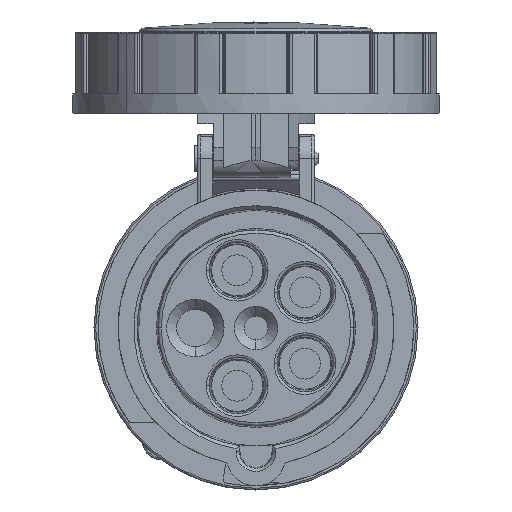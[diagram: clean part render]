
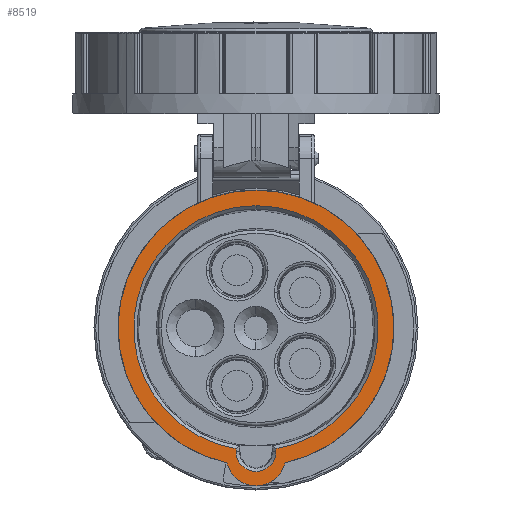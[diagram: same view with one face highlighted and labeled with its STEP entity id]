
A CAD part, front view. The second image highlights one B-rep face of the part: STEP entity #8519.
In plain terms, the highlighted planar face has unit normal (0, -1, 0).
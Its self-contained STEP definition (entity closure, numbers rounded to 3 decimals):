
#265 = CIRCLE ( 'NONE', #9578, 36.8 ) ;
#1084 = CIRCLE ( 'NONE', #12417, 41.5 ) ;
#3769 = VECTOR ( 'NONE', #5857, 1000. ) ;
#3894 = CIRCLE ( 'NONE', #25807, 41.5 ) ;
#5446 = CARTESIAN_POINT ( 'NONE',  ( -6., -80.211, -21.056 ) ) ;
#5585 = DIRECTION ( 'NONE',  ( 1., 0., 0. ) ) ;
#5857 = DIRECTION ( 'NONE',  ( 0., 0., -1. ) ) ;
#6263 = DIRECTION ( 'NONE',  ( 0., -1., 0. ) ) ;
#6400 = CARTESIAN_POINT ( 'NONE',  ( 6., -80.211, -36.308 ) ) ;
#6480 = ORIENTED_EDGE ( 'NONE', *, *, #25490, .F. ) ;
#6526 = ORIENTED_EDGE ( 'NONE', *, *, #27241, .F. ) ;
#6607 = CARTESIAN_POINT ( 'NONE',  ( 6., -80.211, -37.2 ) ) ;
#7152 = EDGE_CURVE ( 'NONE', #9050, #19325, #265, .T. ) ;
#7655 = DIRECTION ( 'NONE',  ( 0., 1., 0. ) ) ;
#8490 = DIRECTION ( 'NONE',  ( 0., -1., 0. ) ) ;
#8519 = ADVANCED_FACE ( 'NONE', ( #20585, #17881 ), #24320, .F. ) ;
#8532 = AXIS2_PLACEMENT_3D ( 'NONE', #9643, #28981, #34989 ) ;
#9050 = VERTEX_POINT ( 'NONE', #40908 ) ;
#9369 = ORIENTED_EDGE ( 'NONE', *, *, #25597, .F. ) ;
#9401 = DIRECTION ( 'NONE',  ( -0.211, 0., 0.977 ) ) ;
#9578 = AXIS2_PLACEMENT_3D ( 'NONE', #19366, #6263, #15432 ) ;
#9643 = CARTESIAN_POINT ( 'NONE',  ( 0., -80.211, -37.2 ) ) ;
#10906 = VERTEX_POINT ( 'NONE', #6607 ) ;
#10990 = CIRCLE ( 'NONE', #36834, 36.8 ) ;
#12417 = AXIS2_PLACEMENT_3D ( 'NONE', #31241, #15450, #9401 ) ;
#12605 = DIRECTION ( 'NONE',  ( 0., 0., 1. ) ) ;
#13705 = DIRECTION ( 'NONE',  ( -0.211, 0., 0.977 ) ) ;
#14225 = CARTESIAN_POINT ( 'NONE',  ( -6., -80.211, -36.308 ) ) ;
#14298 = EDGE_CURVE ( 'NONE', #27855, #35010, #22265, .T. ) ;
#15161 = EDGE_CURVE ( 'NONE', #28906, #10906, #26473, .T. ) ;
#15168 = CARTESIAN_POINT ( 'NONE',  ( 0., -80.211, -4.912 ) ) ;
#15432 = DIRECTION ( 'NONE',  ( 1., 0., 0. ) ) ;
#15450 = DIRECTION ( 'NONE',  ( 0., 1., 0. ) ) ;
#15739 = VERTEX_POINT ( 'NONE', #27031 ) ;
#17447 = CARTESIAN_POINT ( 'NONE',  ( 0., -80.211, 0. ) ) ;
#17637 = AXIS2_PLACEMENT_3D ( 'NONE', #18536, #33898, #30804 ) ;
#17881 = FACE_OUTER_BOUND ( 'NONE', #24153, .T. ) ;
#18195 = ORIENTED_EDGE ( 'NONE', *, *, #14298, .F. ) ;
#18269 = ORIENTED_EDGE ( 'NONE', *, *, #38362, .F. ) ;
#18536 = CARTESIAN_POINT ( 'NONE',  ( 0., -80.211, -38.5 ) ) ;
#18757 = VERTEX_POINT ( 'NONE', #6400 ) ;
#19325 = VERTEX_POINT ( 'NONE', #14225 ) ;
#19366 = CARTESIAN_POINT ( 'NONE',  ( 0., -80.211, 0. ) ) ;
#20078 = EDGE_CURVE ( 'NONE', #10906, #18757, #24649, .T. ) ;
#20585 = FACE_BOUND ( 'NONE', #27663, .T. ) ;
#22265 = CIRCLE ( 'NONE', #17637, 9. ) ;
#22534 = CARTESIAN_POINT ( 'NONE',  ( -8.76, -80.211, -40.565 ) ) ;
#24153 = EDGE_LOOP ( 'NONE', ( #18195, #9369, #6526 ) ) ;
#24320 = PLANE ( 'NONE',  #34216 ) ;
#24649 = LINE ( 'NONE', #37321, #26025 ) ;
#25007 = LINE ( 'NONE', #5446, #3769 ) ;
#25490 = EDGE_CURVE ( 'NONE', #19325, #28906, #25007, .T. ) ;
#25597 = EDGE_CURVE ( 'NONE', #15739, #27855, #1084, .T. ) ;
#25807 = AXIS2_PLACEMENT_3D ( 'NONE', #17447, #7655, #13705 ) ;
#26025 = VECTOR ( 'NONE', #12605, 1000. ) ;
#26473 = CIRCLE ( 'NONE', #8532, 6. ) ;
#27031 = CARTESIAN_POINT ( 'NONE',  ( 0., -80.211, 41.5 ) ) ;
#27155 = CARTESIAN_POINT ( 'NONE',  ( 8.76, -80.211, -40.565 ) ) ;
#27241 = EDGE_CURVE ( 'NONE', #35010, #15739, #3894, .T. ) ;
#27559 = ORIENTED_EDGE ( 'NONE', *, *, #20078, .F. ) ;
#27652 = DIRECTION ( 'NONE',  ( 0., 0., -1. ) ) ;
#27663 = EDGE_LOOP ( 'NONE', ( #6480, #32368, #18269, #27559, #35928 ) ) ;
#27855 = VERTEX_POINT ( 'NONE', #27155 ) ;
#28906 = VERTEX_POINT ( 'NONE', #36913 ) ;
#28981 = DIRECTION ( 'NONE',  ( 0., -1., 0. ) ) ;
#30804 = DIRECTION ( 'NONE',  ( 0.973, 0., 0.229 ) ) ;
#31241 = CARTESIAN_POINT ( 'NONE',  ( 0., -80.211, 0. ) ) ;
#32368 = ORIENTED_EDGE ( 'NONE', *, *, #7152, .F. ) ;
#33898 = DIRECTION ( 'NONE',  ( 0., 1., 0. ) ) ;
#34216 = AXIS2_PLACEMENT_3D ( 'NONE', #15168, #37176, #27652 ) ;
#34989 = DIRECTION ( 'NONE',  ( 1., 0., 0. ) ) ;
#35010 = VERTEX_POINT ( 'NONE', #22534 ) ;
#35928 = ORIENTED_EDGE ( 'NONE', *, *, #15161, .F. ) ;
#36834 = AXIS2_PLACEMENT_3D ( 'NONE', #40093, #8490, #5585 ) ;
#36913 = CARTESIAN_POINT ( 'NONE',  ( -6., -80.211, -37.2 ) ) ;
#37176 = DIRECTION ( 'NONE',  ( 0., 1., 0. ) ) ;
#37321 = CARTESIAN_POINT ( 'NONE',  ( 6., -80.211, -20.181 ) ) ;
#38362 = EDGE_CURVE ( 'NONE', #18757, #9050, #10990, .T. ) ;
#40093 = CARTESIAN_POINT ( 'NONE',  ( 0., -80.211, 0. ) ) ;
#40908 = CARTESIAN_POINT ( 'NONE',  ( 0., -80.211, 36.8 ) ) ;
